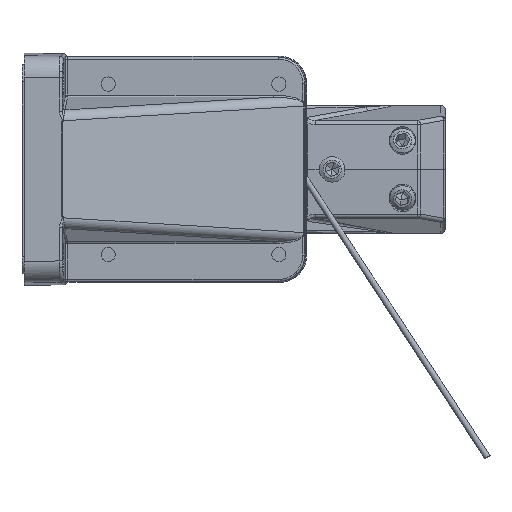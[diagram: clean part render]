
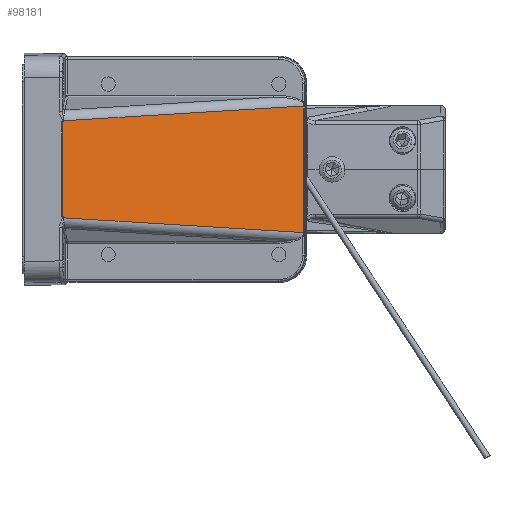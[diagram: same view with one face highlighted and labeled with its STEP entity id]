
A CAD part, front view. The second image highlights one B-rep face of the part: STEP entity #98181.
In plain terms, the highlighted face is planar.
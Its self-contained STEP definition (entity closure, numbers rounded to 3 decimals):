
#40714 = DIRECTION ( 'NONE',  ( 0., 0.942, -0.337 ) ) ;
#40715 = DIRECTION ( 'NONE',  ( 0., -0.337, -0.942 ) ) ;
#40716 = AXIS2_PLACEMENT_3D ( 'NONE', #40717, #40715, #40714 ) ;
#40717 = CARTESIAN_POINT ( 'NONE',  ( -65., 131.686, 15.501 ) ) ;
#40718 = PLANE ( 'NONE',  #40716 ) ;
#40719 = FACE_OUTER_BOUND ( 'NONE', #98184, .T. ) ;
#40771 = CARTESIAN_POINT ( 'NONE',  ( -22.167, 18.232, 56.103 ) ) ;
#40772 = CARTESIAN_POINT ( 'NONE',  ( -22.163, 18.265, 56.091 ) ) ;
#40773 = CARTESIAN_POINT ( 'NONE',  ( -22.175, 18.298, 56.079 ) ) ;
#40774 = CARTESIAN_POINT ( 'NONE',  ( -22.21, 18.355, 56.059 ) ) ;
#40775 = CARTESIAN_POINT ( 'NONE',  ( -22.234, 18.379, 56.05 ) ) ;
#40776 = CARTESIAN_POINT ( 'NONE',  ( -22.311, 18.444, 56.027 ) ) ;
#40777 = CARTESIAN_POINT ( 'NONE',  ( -22.373, 18.476, 56.015 ) ) ;
#40778 = CARTESIAN_POINT ( 'NONE',  ( -22.437, 18.501, 56.006 ) ) ;
#40779 = CARTESIAN_POINT ( 'NONE',  ( -22.437, 18.501, 56.006 ) ) ;
#40780 = B_SPLINE_CURVE_WITH_KNOTS ( 'NONE', 3,
 ( #40778, #40777, #40776, #40775, #40774, #40773, #40772, #40771 ),
 .UNSPECIFIED., .F., .F.,
 ( 4, 2, 2, 4 ),
 ( 0., 0., 0., 0. ),
 .UNSPECIFIED. ) ;
#40781 = CARTESIAN_POINT ( 'NONE',  ( -22.167, 18.232, 56.103 ) ) ;
#40838 = CARTESIAN_POINT ( 'NONE',  ( -22.437, 18.501, 56.006 ) ) ;
#40839 = CARTESIAN_POINT ( 'NONE',  ( -22.551, 18.545, 55.991 ) ) ;
#40840 = CARTESIAN_POINT ( 'NONE',  ( -22.664, 18.591, 55.974 ) ) ;
#40841 = CARTESIAN_POINT ( 'NONE',  ( -22.776, 18.638, 55.957 ) ) ;
#40843 = B_SPLINE_CURVE_WITH_KNOTS ( 'NONE', 3,
 ( #40841, #40840, #40839, #40838 ),
 .UNSPECIFIED., .F., .F.,
 ( 4, 4 ),
 ( 0., 0. ),
 .UNSPECIFIED. ) ;
#40847 = CARTESIAN_POINT ( 'NONE',  ( -22.776, 18.638, 55.957 ) ) ;
#40848 = DIRECTION ( 'NONE',  ( 0.058, -0.94, 0.336 ) ) ;
#40849 = VECTOR ( 'NONE', #40848, 1000. ) ;
#40850 = CARTESIAN_POINT ( 'NONE',  ( -22.751, 18.232, 56.103 ) ) ;
#40851 = LINE ( 'NONE', #40850, #40849 ) ;
#40858 = B_SPLINE_CURVE_WITH_KNOTS ( 'NONE', 3,
 ( #40919, #40918, #40917, #40916 ),
 .UNSPECIFIED., .F., .F.,
 ( 4, 4 ),
 ( 0.002, 0.003 ),
 .UNSPECIFIED. ) ;
#40859 = CARTESIAN_POINT ( 'NONE',  ( 22.437, 18.501, 56.006 ) ) ;
#40860 = CARTESIAN_POINT ( 'NONE',  ( 22.372, 18.476, 56.015 ) ) ;
#40861 = CARTESIAN_POINT ( 'NONE',  ( 22.312, 18.444, 56.027 ) ) ;
#40862 = CARTESIAN_POINT ( 'NONE',  ( 22.234, 18.379, 56.05 ) ) ;
#40863 = CARTESIAN_POINT ( 'NONE',  ( 22.21, 18.355, 56.059 ) ) ;
#40864 = CARTESIAN_POINT ( 'NONE',  ( 22.175, 18.298, 56.079 ) ) ;
#40865 = CARTESIAN_POINT ( 'NONE',  ( 22.163, 18.266, 56.091 ) ) ;
#40866 = CARTESIAN_POINT ( 'NONE',  ( 22.167, 18.232, 56.103 ) ) ;
#40869 = CARTESIAN_POINT ( 'NONE',  ( 22.437, 18.501, 56.006 ) ) ;
#40870 = B_SPLINE_CURVE_WITH_KNOTS ( 'NONE', 3,
 ( #40866, #40865, #40864, #40863, #40862, #40861, #40860, #40859 ),
 .UNSPECIFIED., .F., .F.,
 ( 4, 2, 2, 4 ),
 ( 0., 0., 0., 0. ),
 .UNSPECIFIED. ) ;
#40872 = CARTESIAN_POINT ( 'NONE',  ( 22.167, 18.232, 56.103 ) ) ;
#40873 = DIRECTION ( 'NONE',  ( 1., 0., 0. ) ) ;
#40874 = VECTOR ( 'NONE', #40873, 1000. ) ;
#40875 = CARTESIAN_POINT ( 'NONE',  ( -65., 18.232, 56.103 ) ) ;
#40876 = LINE ( 'NONE', #40875, #40874 ) ;
#40905 = CARTESIAN_POINT ( 'NONE',  ( -29.696, 131.035, 15.734 ) ) ;
#40906 = DIRECTION ( 'NONE',  ( -1., 0., 0. ) ) ;
#40907 = VECTOR ( 'NONE', #40906, 1000. ) ;
#40908 = CARTESIAN_POINT ( 'NONE',  ( -29.737, 131.035, 15.734 ) ) ;
#40909 = LINE ( 'NONE', #40908, #40907 ) ;
#40910 = CARTESIAN_POINT ( 'NONE',  ( 29.696, 131.035, 15.734 ) ) ;
#40911 = DIRECTION ( 'NONE',  ( 0.058, 0.94, -0.336 ) ) ;
#40912 = VECTOR ( 'NONE', #40911, 1000. ) ;
#40914 = CARTESIAN_POINT ( 'NONE',  ( 29.751, 131.918, 15.418 ) ) ;
#40915 = LINE ( 'NONE', #40914, #40912 ) ;
#40916 = CARTESIAN_POINT ( 'NONE',  ( 22.776, 18.638, 55.957 ) ) ;
#40917 = CARTESIAN_POINT ( 'NONE',  ( 22.664, 18.592, 55.974 ) ) ;
#40918 = CARTESIAN_POINT ( 'NONE',  ( 22.551, 18.545, 55.991 ) ) ;
#40919 = CARTESIAN_POINT ( 'NONE',  ( 22.437, 18.501, 56.006 ) ) ;
#40922 = CARTESIAN_POINT ( 'NONE',  ( 22.776, 18.638, 55.957 ) ) ;
#98181 = ADVANCED_FACE ( 'NONE', ( #40719 ), #40718, .F. ) ;
#98184 = EDGE_LOOP ( 'NONE', ( #98185, #98192, #98284, #98289, #98295, #98300, #98305, #98257 ) ) ;
#98185 = ORIENTED_EDGE ( 'NONE', *, *, #98187, .T. ) ;
#98187 = EDGE_CURVE ( 'NONE', #98189, #98190, #40780, .T. ) ;
#98189 = VERTEX_POINT ( 'NONE', #40779 ) ;
#98190 = VERTEX_POINT ( 'NONE', #40781 ) ;
#98192 = ORIENTED_EDGE ( 'NONE', *, *, #98281, .T. ) ;
#98254 = EDGE_CURVE ( 'NONE', #98304, #98255, #40851, .T. ) ;
#98255 = VERTEX_POINT ( 'NONE', #40847 ) ;
#98257 = ORIENTED_EDGE ( 'NONE', *, *, #98259, .T. ) ;
#98259 = EDGE_CURVE ( 'NONE', #98255, #98189, #40843, .T. ) ;
#98281 = EDGE_CURVE ( 'NONE', #98190, #98282, #40876, .T. ) ;
#98282 = VERTEX_POINT ( 'NONE', #40872 ) ;
#98284 = ORIENTED_EDGE ( 'NONE', *, *, #98286, .T. ) ;
#98286 = EDGE_CURVE ( 'NONE', #98282, #98287, #40870, .T. ) ;
#98287 = VERTEX_POINT ( 'NONE', #40869 ) ;
#98289 = ORIENTED_EDGE ( 'NONE', *, *, #98291, .T. ) ;
#98291 = EDGE_CURVE ( 'NONE', #98287, #98293, #40858, .T. ) ;
#98293 = VERTEX_POINT ( 'NONE', #40922 ) ;
#98295 = ORIENTED_EDGE ( 'NONE', *, *, #98297, .T. ) ;
#98297 = EDGE_CURVE ( 'NONE', #98293, #98299, #40915, .T. ) ;
#98299 = VERTEX_POINT ( 'NONE', #40910 ) ;
#98300 = ORIENTED_EDGE ( 'NONE', *, *, #98302, .T. ) ;
#98302 = EDGE_CURVE ( 'NONE', #98299, #98304, #40909, .T. ) ;
#98304 = VERTEX_POINT ( 'NONE', #40905 ) ;
#98305 = ORIENTED_EDGE ( 'NONE', *, *, #98254, .T. ) ;
